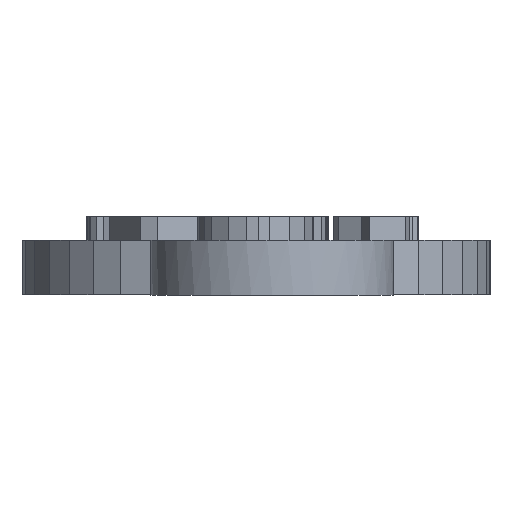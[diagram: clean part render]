
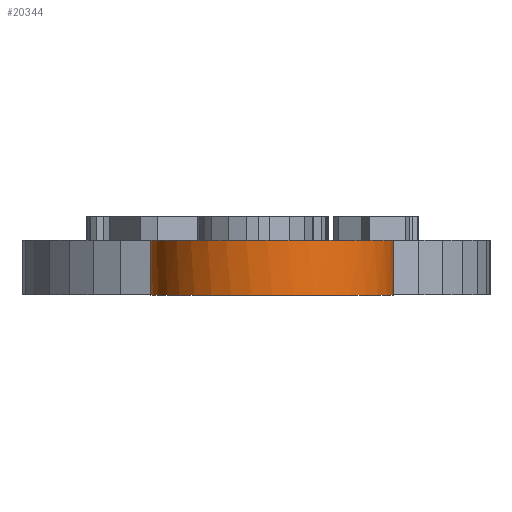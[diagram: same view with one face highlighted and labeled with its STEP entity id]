
A CAD part, left-side view. The second image highlights one B-rep face of the part: STEP entity #20344.
In plain terms, the highlighted cylindrical face has radius 101.6 mm (diameter 203.2 mm), a full revolution.
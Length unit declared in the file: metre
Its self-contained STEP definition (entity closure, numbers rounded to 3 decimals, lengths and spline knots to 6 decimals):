
#11=CYLINDRICAL_SURFACE('',#21713,0.1016);
#13=CIRCLE('',#21708,0.1016);
#14=CIRCLE('',#21710,0.1016);
#16=CIRCLE('',#21714,0.1016);
#5768=ORIENTED_EDGE('',*,*,#8621,.F.);
#5769=ORIENTED_EDGE('',*,*,#8471,.T.);
#5770=ORIENTED_EDGE('',*,*,#8622,.F.);
#5771=ORIENTED_EDGE('',*,*,#8474,.T.);
#5772=ORIENTED_EDGE('',*,*,#8624,.T.);
#8471=EDGE_CURVE('',#10445,#10446,#13222,.F.);
#8474=EDGE_CURVE('',#10447,#10448,#13225,.T.);
#8621=EDGE_CURVE('',#10445,#10448,#13,.T.);
#8622=EDGE_CURVE('',#10447,#10446,#14,.T.);
#8624=EDGE_CURVE('',#10525,#10525,#16,.T.);
#10445=VERTEX_POINT('',#32143);
#10446=VERTEX_POINT('',#32144);
#10447=VERTEX_POINT('',#32149);
#10448=VERTEX_POINT('',#32150);
#10525=VERTEX_POINT('',#32434);
#13222=LINE('',#32142,#16067);
#13225=LINE('',#32148,#16070);
#16067=VECTOR('',#26370,1.);
#16070=VECTOR('',#26375,1.);
#17269=EDGE_LOOP('',(#5768,#5769,#5770,#5771));
#17270=EDGE_LOOP('',(#5772));
#18326=FACE_BOUND('',#17269,.T.);
#18327=FACE_BOUND('',#17270,.T.);
#20344=ADVANCED_FACE('',(#18326,#18327),#11,.T.);
#21708=AXIS2_PLACEMENT_3D('',#32426,#26631,#26632);
#21710=AXIS2_PLACEMENT_3D('',#32428,#26635,#26636);
#21713=AXIS2_PLACEMENT_3D('',#32432,#26641,#26642);
#21714=AXIS2_PLACEMENT_3D('',#32433,#26643,#26644);
#26370=DIRECTION('',(0.,0.,1.));
#26375=DIRECTION('',(0.,0.,1.));
#26631=DIRECTION('',(0.,0.,1.));
#26632=DIRECTION('',(1.,0.,0.));
#26635=DIRECTION('',(0.,0.,1.));
#26636=DIRECTION('',(1.,0.,0.));
#26641=DIRECTION('',(0.,0.,1.));
#26642=DIRECTION('',(1.,0.,0.));
#26643=DIRECTION('',(0.,0.,1.));
#26644=DIRECTION('',(1.,0.,0.));
#32142=CARTESIAN_POINT('',(-0.964956,0.185263,-0.000444));
#32143=CARTESIAN_POINT('',(-0.964956,0.185263,0.045784));
#32144=CARTESIAN_POINT('',(-0.964956,0.185263,0.));
#32148=CARTESIAN_POINT('',(-0.956313,-0.017254,-0.000444));
#32149=CARTESIAN_POINT('',(-0.956313,-0.017254,0.));
#32150=CARTESIAN_POINT('',(-0.956313,-0.017254,0.045784));
#32426=CARTESIAN_POINT('',(-0.967739,0.083701,0.045784));
#32428=CARTESIAN_POINT('',(-0.967739,0.083701,0.));
#32432=CARTESIAN_POINT('',(-0.967739,0.083701,-0.000444));
#32433=CARTESIAN_POINT('',(-0.967739,0.083701,-0.000444));
#32434=CARTESIAN_POINT('',(-0.866139,0.083701,-0.000444));
